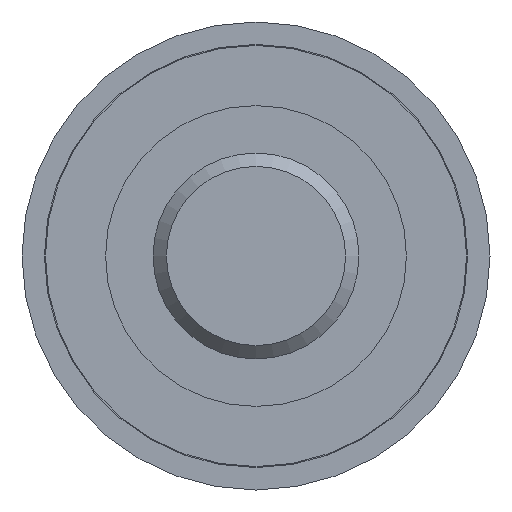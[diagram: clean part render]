
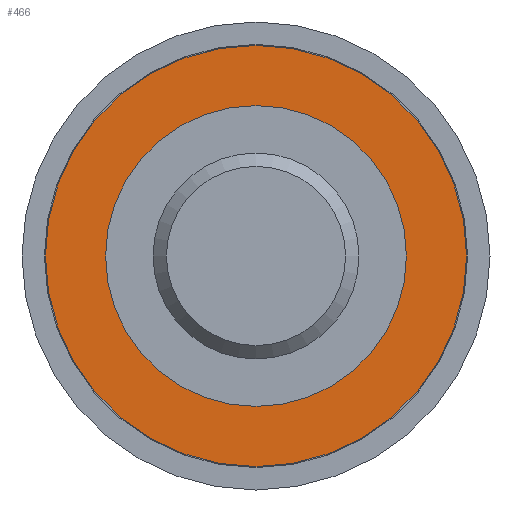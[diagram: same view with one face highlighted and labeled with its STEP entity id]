
A CAD part, front view. The second image highlights one B-rep face of the part: STEP entity #466.
In plain terms, the highlighted planar face has unit normal (0, -1, 0).
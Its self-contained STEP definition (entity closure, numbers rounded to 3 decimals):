
#32=FACE_BOUND('',#133,.T.);
#64=PLANE('',#545);
#90=FACE_OUTER_BOUND('',#132,.T.);
#132=EDGE_LOOP('',(#380));
#133=EDGE_LOOP('',(#381));
#213=CIRCLE('',#539,22.5);
#216=CIRCLE('',#544,31.5);
#251=VERTEX_POINT('',#804);
#254=VERTEX_POINT('',#813);
#295=EDGE_CURVE('',#251,#251,#213,.T.);
#299=EDGE_CURVE('',#254,#254,#216,.T.);
#380=ORIENTED_EDGE('',*,*,#299,.T.);
#381=ORIENTED_EDGE('',*,*,#295,.F.);
#466=ADVANCED_FACE('',(#90,#32),#64,.T.);
#539=AXIS2_PLACEMENT_3D('',#805,#647,#648);
#544=AXIS2_PLACEMENT_3D('',#814,#658,#659);
#545=AXIS2_PLACEMENT_3D('',#816,#661,#662);
#647=DIRECTION('center_axis',(0.,-1.,0.));
#648=DIRECTION('ref_axis',(1.,0.,0.));
#658=DIRECTION('center_axis',(0.,-1.,0.));
#659=DIRECTION('ref_axis',(1.,0.,0.));
#661=DIRECTION('center_axis',(0.,-1.,0.));
#662=DIRECTION('ref_axis',(0.,0.,-1.));
#804=CARTESIAN_POINT('',(-22.5,-6.5,0.));
#805=CARTESIAN_POINT('Origin',(0.,-6.5,0.));
#813=CARTESIAN_POINT('',(-31.5,-6.5,0.));
#814=CARTESIAN_POINT('Origin',(0.,-6.5,0.));
#816=CARTESIAN_POINT('Origin',(22.5,-6.5,0.));
